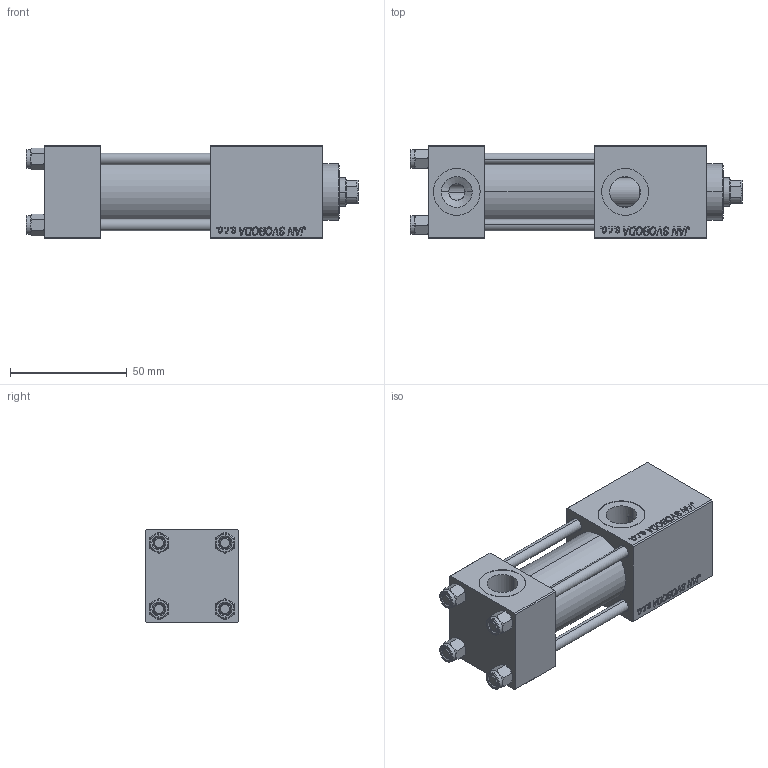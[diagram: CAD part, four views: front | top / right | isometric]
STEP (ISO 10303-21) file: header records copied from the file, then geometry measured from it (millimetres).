
FILE_DESCRIPTION (( 'STEP AP203' ), '1' );
FILE_NAME ('a3f1.STEP', '2022-04-16T09:12:06', ( '' ), ( '' ), 'SwSTEP 2.0', 'SolidWorks 2019', '' );
FILE_SCHEMA (( 'CONFIG_CONTROL_DESIGN' ));
Length unit declared in the file: millimetre
Products named in the file (6): V215CR_C_Body 2e04a23105cb0ff34024f84e37a2ad21; a3f1; V215_VC_A 2e04a23105cb0ff34024f84e37a2ad21; NUT_M5_C 2e04a23105cb0ff34024f84e37a2ad21; V215CR_VCP_C 2e04a23105cb0ff34024f84e37a2ad21; V215CR_C_TYCINKA 2e04a23105cb0ff34024f84e37a2ad21
Assembly tree (11 placements, depth 2):
  a3f1
    V215CR_C_Body 2e04a23105cb0ff34024f84e37a2ad21
    V215CR_VCP_C 2e04a23105cb0ff34024f84e37a2ad21
    NUT_M5_C 2e04a23105cb0ff34024f84e37a2ad21  x4
    V215CR_C_TYCINKA 2e04a23105cb0ff34024f84e37a2ad21  x4
    V215_VC_A 2e04a23105cb0ff34024f84e37a2ad21
Bounding box: 142 x 40 x 40 mm (x, y, z)
Volume: 142340 mm3; surface area: 54520.5 mm2
Topology: 11 solids, 11 shells, 1153 faces, 2883 edges, 1867 vertices
Faces by surface type: plane 527, bspline 392, cone 136, cylinder 90, torus 8
Entity records: 50303 total; most frequent: CARTESIAN_POINT 27116, ORIENTED_EDGE 5258, DIRECTION 3323, EDGE_CURVE 2629, VERTEX_POINT 1723, LINE 1591, VECTOR 1591, EDGE_LOOP 1160
